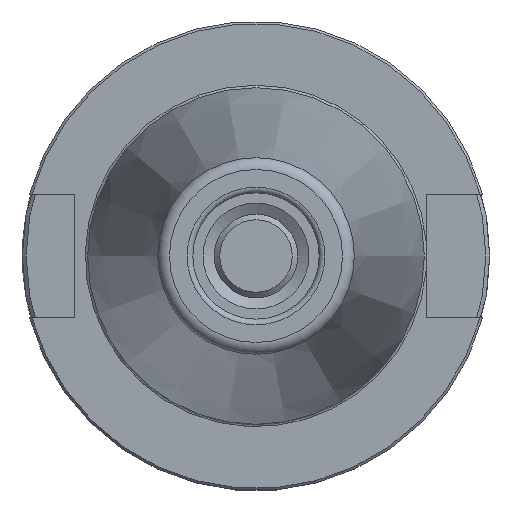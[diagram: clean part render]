
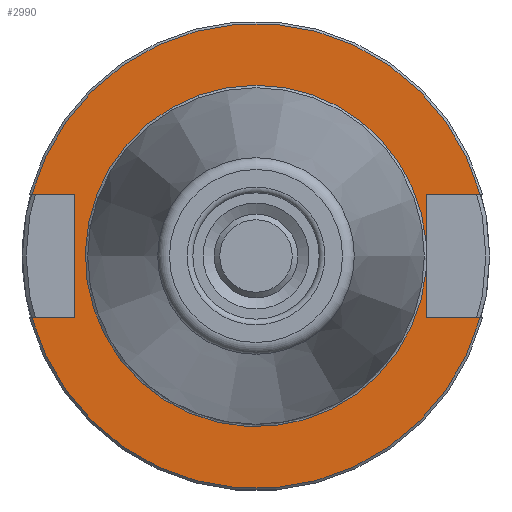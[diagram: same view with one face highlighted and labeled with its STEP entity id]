
A CAD part, left-side view. The second image highlights one B-rep face of the part: STEP entity #2990.
In plain terms, the highlighted planar face has unit normal (-1, 0, 0).
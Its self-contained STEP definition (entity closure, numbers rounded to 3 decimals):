
#180=CIRCLE('',#3275,48.25);
#181=CIRCLE('',#3276,48.25);
#182=CIRCLE('',#3277,35.429);
#183=CIRCLE('',#3278,35.429);
#357=FACE_OUTER_BOUND('',#545,.T.);
#545=EDGE_LOOP('',(#2266,#2267,#2268,#2269,#2270,#2271,#2272,#2273,#2274,
#2275,#2276));
#736=LINE('',#4666,#979);
#743=LINE('',#4710,#986);
#745=LINE('',#4714,#988);
#752=LINE('',#4773,#995);
#755=LINE('',#4783,#998);
#763=LINE('',#4868,#1006);
#766=LINE('',#4872,#1009);
#979=VECTOR('',#3715,10.);
#986=VECTOR('',#3724,10.);
#988=VECTOR('',#3726,10.);
#995=VECTOR('',#3735,10.);
#998=VECTOR('',#3744,10.);
#1006=VECTOR('',#3754,10.);
#1009=VECTOR('',#3759,10.);
#1259=VERTEX_POINT('',#4660);
#1261=VERTEX_POINT('',#4665);
#1272=VERTEX_POINT('',#4709);
#1273=VERTEX_POINT('',#4711);
#1274=VERTEX_POINT('',#4713);
#1278=VERTEX_POINT('',#4732);
#1289=VERTEX_POINT('',#4780);
#1290=VERTEX_POINT('',#4782);
#1309=VERTEX_POINT('',#4863);
#1310=VERTEX_POINT('',#4867);
#1312=VERTEX_POINT('',#4916);
#1581=EDGE_CURVE('',#1261,#1259,#736,.T.);
#1593=EDGE_CURVE('',#1272,#1261,#743,.T.);
#1595=EDGE_CURVE('',#1274,#1273,#745,.T.);
#1609=EDGE_CURVE('',#1278,#1274,#752,.T.);
#1613=EDGE_CURVE('',#1290,#1289,#755,.T.);
#1633=EDGE_CURVE('',#1310,#1309,#763,.T.);
#1636=EDGE_CURVE('',#1289,#1310,#766,.T.);
#1658=EDGE_CURVE('',#1290,#1259,#180,.T.);
#1659=EDGE_CURVE('',#1278,#1309,#181,.T.);
#1660=EDGE_CURVE('',#1273,#1312,#182,.T.);
#1661=EDGE_CURVE('',#1312,#1272,#183,.T.);
#2266=ORIENTED_EDGE('',*,*,#1593,.T.);
#2267=ORIENTED_EDGE('',*,*,#1581,.T.);
#2268=ORIENTED_EDGE('',*,*,#1658,.F.);
#2269=ORIENTED_EDGE('',*,*,#1613,.T.);
#2270=ORIENTED_EDGE('',*,*,#1636,.T.);
#2271=ORIENTED_EDGE('',*,*,#1633,.T.);
#2272=ORIENTED_EDGE('',*,*,#1659,.F.);
#2273=ORIENTED_EDGE('',*,*,#1609,.T.);
#2274=ORIENTED_EDGE('',*,*,#1595,.T.);
#2275=ORIENTED_EDGE('',*,*,#1660,.T.);
#2276=ORIENTED_EDGE('',*,*,#1661,.T.);
#2844=PLANE('',#3274);
#2990=ADVANCED_FACE('',(#357),#2844,.T.);
#3274=AXIS2_PLACEMENT_3D('',#4913,#3838,#3839);
#3275=AXIS2_PLACEMENT_3D('',#4914,#3840,#3841);
#3276=AXIS2_PLACEMENT_3D('',#4915,#3842,#3843);
#3277=AXIS2_PLACEMENT_3D('',#4917,#3844,#3845);
#3278=AXIS2_PLACEMENT_3D('',#4918,#3846,#3847);
#3715=DIRECTION('',(0.,-1.,0.));
#3724=DIRECTION('',(0.,0.,1.));
#3726=DIRECTION('',(0.,0.,1.));
#3735=DIRECTION('',(0.,1.,0.));
#3744=DIRECTION('',(0.,-1.,0.));
#3754=DIRECTION('',(0.,1.,0.));
#3759=DIRECTION('',(0.,0.,-1.));
#3838=DIRECTION('center_axis',(-1.,0.,0.));
#3839=DIRECTION('ref_axis',(0.,0.,1.));
#3840=DIRECTION('center_axis',(1.,0.,0.));
#3841=DIRECTION('ref_axis',(0.,0.,-1.));
#3842=DIRECTION('center_axis',(1.,0.,0.));
#3843=DIRECTION('ref_axis',(0.,0.,-1.));
#3844=DIRECTION('center_axis',(1.,0.,0.));
#3845=DIRECTION('ref_axis',(0.,0.,-1.));
#3846=DIRECTION('center_axis',(1.,0.,0.));
#3847=DIRECTION('ref_axis',(0.,0.,-1.));
#4660=CARTESIAN_POINT('',(1.5,-46.514,12.825));
#4665=CARTESIAN_POINT('',(1.5,-35.3,12.825));
#4666=CARTESIAN_POINT('',(1.5,6.475,12.825));
#4709=CARTESIAN_POINT('',(1.5,-35.3,3.016));
#4710=CARTESIAN_POINT('',(1.5,-35.3,-6.413));
#4711=CARTESIAN_POINT('',(1.5,-35.3,-3.016));
#4713=CARTESIAN_POINT('',(1.5,-35.3,-12.825));
#4714=CARTESIAN_POINT('',(1.5,-35.3,-6.413));
#4732=CARTESIAN_POINT('',(1.5,-46.514,-12.825));
#4773=CARTESIAN_POINT('',(1.5,-13.707,-12.825));
#4780=CARTESIAN_POINT('',(1.5,37.7,12.825));
#4782=CARTESIAN_POINT('',(1.5,46.514,12.825));
#4783=CARTESIAN_POINT('',(1.5,61.395,12.825));
#4863=CARTESIAN_POINT('',(1.5,46.514,-12.825));
#4867=CARTESIAN_POINT('',(1.5,37.7,-12.825));
#4868=CARTESIAN_POINT('',(1.5,42.975,-12.825));
#4872=CARTESIAN_POINT('',(1.5,37.7,6.413));
#4913=CARTESIAN_POINT('Origin',(1.5,48.25,0.));
#4914=CARTESIAN_POINT('Origin',(1.5,0.,0.));
#4915=CARTESIAN_POINT('Origin',(1.5,0.,0.));
#4916=CARTESIAN_POINT('',(1.5,0.,35.429));
#4917=CARTESIAN_POINT('Origin',(1.5,0.,0.));
#4918=CARTESIAN_POINT('Origin',(1.5,0.,0.));
